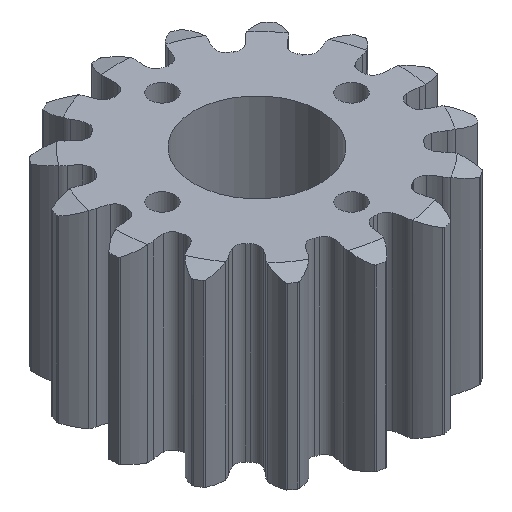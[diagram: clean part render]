
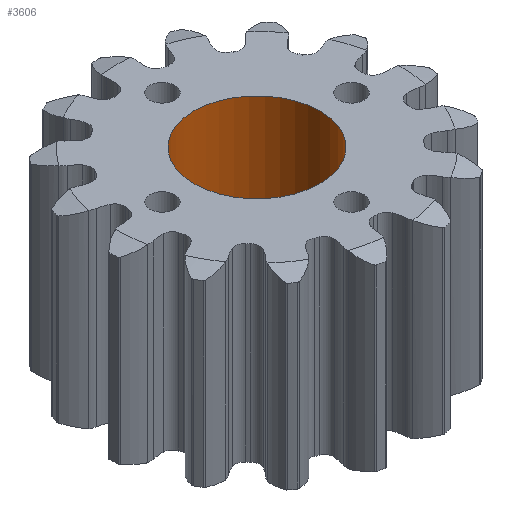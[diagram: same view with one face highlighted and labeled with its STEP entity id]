
A CAD part, isometric view. The second image highlights one B-rep face of the part: STEP entity #3606.
In plain terms, the highlighted cylindrical face has radius 5 mm (diameter 10 mm), a full revolution.
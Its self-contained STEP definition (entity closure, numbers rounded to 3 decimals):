
#190=FACE_OUTER_BOUND('',#408,.T.);
#408=EDGE_LOOP('',(#2259,#2260,#2261,#2262));
#636=LINE('',#5573,#822);
#822=VECTOR('',#4386,5.);
#1012=CIRCLE('',#3860,5.);
#1013=CIRCLE('',#3861,5.);
#1293=VERTEX_POINT('',#5570);
#1294=VERTEX_POINT('',#5572);
#1668=EDGE_CURVE('',#1293,#1293,#1012,.T.);
#1669=EDGE_CURVE('',#1293,#1294,#636,.T.);
#1670=EDGE_CURVE('',#1294,#1294,#1013,.T.);
#2259=ORIENTED_EDGE('',*,*,#1668,.T.);
#2260=ORIENTED_EDGE('',*,*,#1669,.T.);
#2261=ORIENTED_EDGE('',*,*,#1670,.T.);
#2262=ORIENTED_EDGE('',*,*,#1669,.F.);
#3421=CYLINDRICAL_SURFACE('',#3859,5.);
#3606=ADVANCED_FACE('',(#190),#3421,.F.);
#3859=AXIS2_PLACEMENT_3D('',#5569,#4382,#4383);
#3860=AXIS2_PLACEMENT_3D('',#5571,#4384,#4385);
#3861=AXIS2_PLACEMENT_3D('',#5574,#4387,#4388);
#4382=DIRECTION('center_axis',(0.,0.,-1.));
#4383=DIRECTION('ref_axis',(-1.,0.,0.));
#4384=DIRECTION('center_axis',(0.,0.,1.));
#4385=DIRECTION('ref_axis',(-1.,0.,0.));
#4386=DIRECTION('',(0.,0.,-1.));
#4387=DIRECTION('center_axis',(0.,0.,-1.));
#4388=DIRECTION('ref_axis',(-1.,0.,0.));
#5569=CARTESIAN_POINT('Origin',(0.,0.,0.));
#5570=CARTESIAN_POINT('',(5.,0.,15.));
#5571=CARTESIAN_POINT('Origin',(0.,0.,15.));
#5572=CARTESIAN_POINT('',(5.,0.,0.3));
#5573=CARTESIAN_POINT('',(5.,0.,0.));
#5574=CARTESIAN_POINT('Origin',(0.,0.,0.3));
